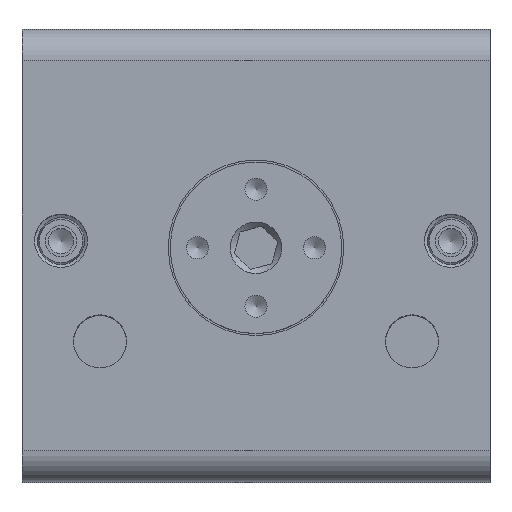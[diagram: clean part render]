
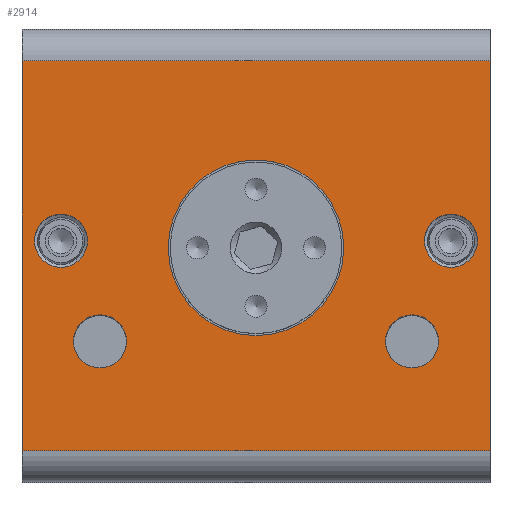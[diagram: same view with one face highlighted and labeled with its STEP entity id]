
A CAD part, top view. The second image highlights one B-rep face of the part: STEP entity #2914.
In plain terms, the highlighted face is planar.
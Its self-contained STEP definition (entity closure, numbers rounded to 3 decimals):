
#108=PLANE('',#3568);
#205=CIRCLE('',#3569,3.4);
#206=CIRCLE('',#3570,3.4);
#207=CIRCLE('',#3571,3.4);
#208=CIRCLE('',#3572,3.4);
#209=CIRCLE('',#3573,11.25);
#396=LINE('',#5051,#587);
#397=LINE('',#5063,#588);
#398=LINE('',#5065,#589);
#399=LINE('',#5067,#590);
#587=VECTOR('',#4065,1000.);
#588=VECTOR('',#4078,1000.);
#589=VECTOR('',#4079,1000.);
#590=VECTOR('',#4080,1000.);
#846=ORIENTED_EDGE('',*,*,#1611,.F.);
#847=ORIENTED_EDGE('',*,*,#1612,.F.);
#848=ORIENTED_EDGE('',*,*,#1613,.F.);
#849=ORIENTED_EDGE('',*,*,#1614,.F.);
#850=ORIENTED_EDGE('',*,*,#1615,.F.);
#851=ORIENTED_EDGE('',*,*,#1616,.F.);
#852=ORIENTED_EDGE('',*,*,#1610,.F.);
#853=ORIENTED_EDGE('',*,*,#1617,.T.);
#854=ORIENTED_EDGE('',*,*,#1618,.T.);
#1610=EDGE_CURVE('',#1980,#1979,#396,.T.);
#1611=EDGE_CURVE('',#1981,#1981,#205,.T.);
#1612=EDGE_CURVE('',#1982,#1982,#206,.T.);
#1613=EDGE_CURVE('',#1983,#1983,#207,.T.);
#1614=EDGE_CURVE('',#1984,#1984,#208,.T.);
#1615=EDGE_CURVE('',#1985,#1985,#209,.T.);
#1616=EDGE_CURVE('',#1979,#1986,#397,.T.);
#1617=EDGE_CURVE('',#1980,#1987,#398,.T.);
#1618=EDGE_CURVE('',#1987,#1986,#399,.T.);
#1979=VERTEX_POINT('',#5048);
#1980=VERTEX_POINT('',#5050);
#1981=VERTEX_POINT('',#5054);
#1982=VERTEX_POINT('',#5056);
#1983=VERTEX_POINT('',#5058);
#1984=VERTEX_POINT('',#5060);
#1985=VERTEX_POINT('',#5062);
#1986=VERTEX_POINT('',#5064);
#1987=VERTEX_POINT('',#5066);
#2251=EDGE_LOOP('',(#846));
#2252=EDGE_LOOP('',(#847));
#2253=EDGE_LOOP('',(#848));
#2254=EDGE_LOOP('',(#849));
#2255=EDGE_LOOP('',(#850));
#2256=EDGE_LOOP('',(#851,#852,#853,#854));
#2537=FACE_BOUND('',#2251,.T.);
#2538=FACE_BOUND('',#2252,.T.);
#2539=FACE_BOUND('',#2253,.T.);
#2540=FACE_BOUND('',#2254,.T.);
#2541=FACE_BOUND('',#2255,.T.);
#2542=FACE_BOUND('',#2256,.T.);
#2914=ADVANCED_FACE('',(#2537,#2538,#2539,#2540,#2541,#2542),#108,.T.);
#3568=AXIS2_PLACEMENT_3D('',#5052,#4066,#4067);
#3569=AXIS2_PLACEMENT_3D('',#5053,#4068,#4069);
#3570=AXIS2_PLACEMENT_3D('',#5055,#4070,#4071);
#3571=AXIS2_PLACEMENT_3D('',#5057,#4072,#4073);
#3572=AXIS2_PLACEMENT_3D('',#5059,#4074,#4075);
#3573=AXIS2_PLACEMENT_3D('',#5061,#4076,#4077);
#4065=DIRECTION('',(0.,0.,1.));
#4066=DIRECTION('',(1.,0.,0.));
#4067=DIRECTION('',(0.,0.,-1.));
#4068=DIRECTION('',(1.,0.,0.));
#4069=DIRECTION('',(0.,0.,-1.));
#4070=DIRECTION('',(1.,0.,0.));
#4071=DIRECTION('',(0.,0.,-1.));
#4072=DIRECTION('',(1.,0.,0.));
#4073=DIRECTION('',(0.,0.,-1.));
#4074=DIRECTION('',(1.,0.,0.));
#4075=DIRECTION('',(0.,0.,-1.));
#4076=DIRECTION('',(1.,0.,0.));
#4077=DIRECTION('',(0.,0.,-1.));
#4078=DIRECTION('',(0.,1.,0.));
#4079=DIRECTION('',(0.,1.,0.));
#4080=DIRECTION('',(0.,0.,1.));
#5048=CARTESIAN_POINT('',(58.,4.,0.));
#5050=CARTESIAN_POINT('',(58.,4.,-60.));
#5051=CARTESIAN_POINT('',(58.,4.,-60.));
#5052=CARTESIAN_POINT('',(58.,4.,-60.));
#5053=CARTESIAN_POINT('',(58.,27.1,-55.));
#5054=CARTESIAN_POINT('',(58.,27.1,-58.4));
#5055=CARTESIAN_POINT('',(58.,27.1,-5.));
#5056=CARTESIAN_POINT('',(58.,27.1,-8.4));
#5057=CARTESIAN_POINT('',(58.,40.,-50.));
#5058=CARTESIAN_POINT('',(58.,40.,-53.4));
#5059=CARTESIAN_POINT('',(58.,40.,-10.));
#5060=CARTESIAN_POINT('',(58.,40.,-13.4));
#5061=CARTESIAN_POINT('',(58.,28.,-30.));
#5062=CARTESIAN_POINT('',(58.,28.,-41.25));
#5063=CARTESIAN_POINT('',(58.,4.,0.));
#5064=CARTESIAN_POINT('',(58.,54.,0.));
#5065=CARTESIAN_POINT('',(58.,4.,-60.));
#5066=CARTESIAN_POINT('',(58.,54.,-60.));
#5067=CARTESIAN_POINT('',(58.,54.,-60.));
